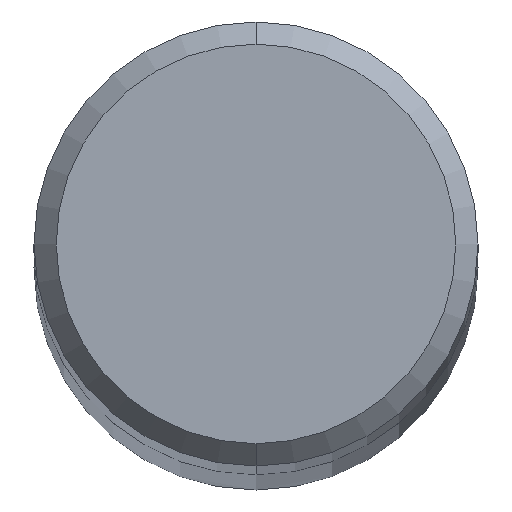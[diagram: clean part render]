
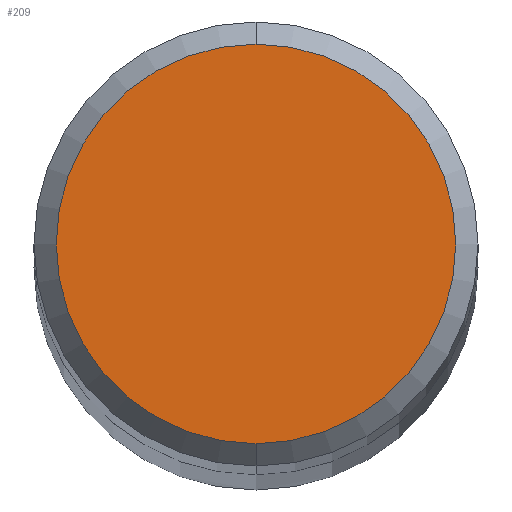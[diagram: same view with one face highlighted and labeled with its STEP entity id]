
A CAD part, top view. The second image highlights one B-rep face of the part: STEP entity #209.
In plain terms, the highlighted planar face has unit normal (0, 0, 1).
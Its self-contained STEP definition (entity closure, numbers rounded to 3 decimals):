
#193=VERTEX_POINT('',#453);
#209=ADVANCED_FACE('',(#469),#470,.T.);
#245=EDGE_CURVE('',#193,#289,#510,.T.);
#289=VERTEX_POINT('',#559);
#301=EDGE_CURVE('',#289,#193,#571,.T.);
#453=CARTESIAN_POINT('',(0.,-3.6,88.0));
#469=FACE_OUTER_BOUND('',#836,.T.);
#470=PLANE('',#837);
#510=CIRCLE('',#931,3.6);
#559=CARTESIAN_POINT('',(0.0,3.6,88.0));
#571=CIRCLE('',#1083,3.6);
#836=EDGE_LOOP('',(#1307,#1308));
#837=AXIS2_PLACEMENT_3D('',#1309,#1310,#1311);
#931=AXIS2_PLACEMENT_3D('',#1351,#1352,#1353);
#1083=AXIS2_PLACEMENT_3D('',#1422,#1423,#1424);
#1307=ORIENTED_EDGE('',*,*,#301,.F.);
#1308=ORIENTED_EDGE('',*,*,#245,.F.);
#1309=CARTESIAN_POINT('',(0.0,1.8,88.0));
#1310=DIRECTION('',(0.0,0.0,1.0));
#1311=DIRECTION('',(0.0,-1.0,0.0));
#1351=CARTESIAN_POINT('',(0.0,0.0,88.0));
#1352=DIRECTION('',(0.0,0.0,-1.0));
#1353=DIRECTION('',(0.0,1.0,0.0));
#1422=CARTESIAN_POINT('',(0.0,0.0,88.0));
#1423=DIRECTION('',(0.0,0.0,-1.0));
#1424=DIRECTION('',(0.0,1.0,0.0));
